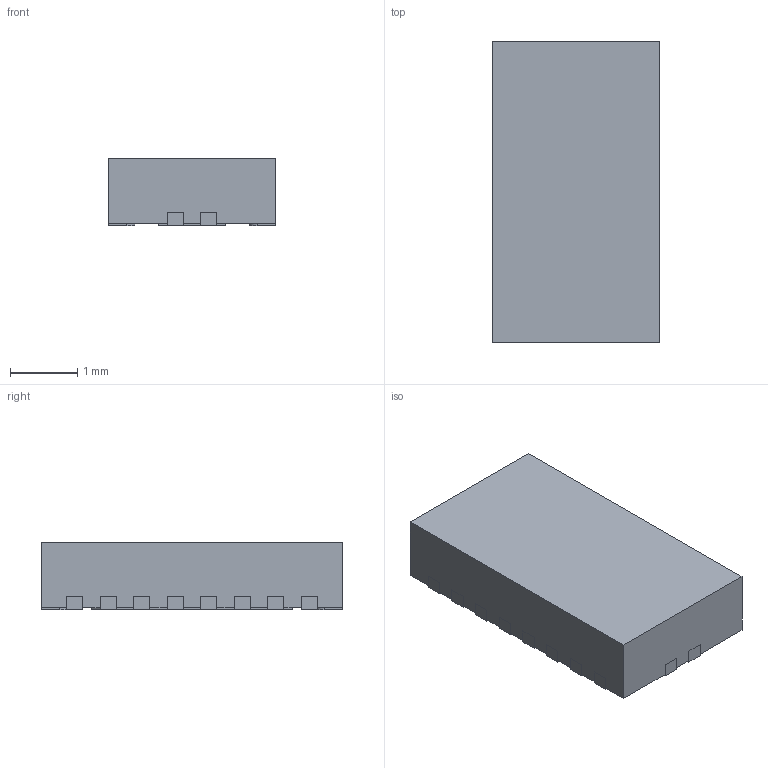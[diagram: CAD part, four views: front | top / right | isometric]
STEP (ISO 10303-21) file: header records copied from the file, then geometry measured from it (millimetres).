
FILE_DESCRIPTION((''),'2;1');
FILE_NAME('RKS0020A_ASM','2021-02-04T10:49:39',('a0412086'),(''),'CREO PARAMETRIC BY PTC INC, 2018500','CREO PARAMETRIC BY PTC INC, 2018500','');
FILE_SCHEMA(('CONFIG_CONTROL_DESIGN','SHAPE_APPEARANCE_LAYERS_GROUPS'));
Length unit declared in the file: millimetre
Products named in the file (4): BODY-QFN; FRAME-RKS0020A; PIN1-ID; RKS0020A_ASM
Assembly tree (3 placements, depth 2):
  RKS0020A_ASM
    BODY-QFN
    FRAME-RKS0020A
    PIN1-ID
Bounding box: 2.5 x 4.5 x 1 mm (x, y, z)
Volume: 11.1 mm3; surface area: 59.5 mm2
Topology: 22 solids, 22 shells, 229 faces, 546 edges, 364 vertices
Faces by surface type: plane 189, cylinder 40
Entity records: 8591 total; most frequent: CARTESIAN_POINT 1146, DIRECTION 1098, ORIENTED_EDGE 1092, PRESENTATION_STYLE_ASSIGNMENT 588, STYLED_ITEM 568, CURVE_STYLE 546, EDGE_CURVE 546, VECTOR 466
